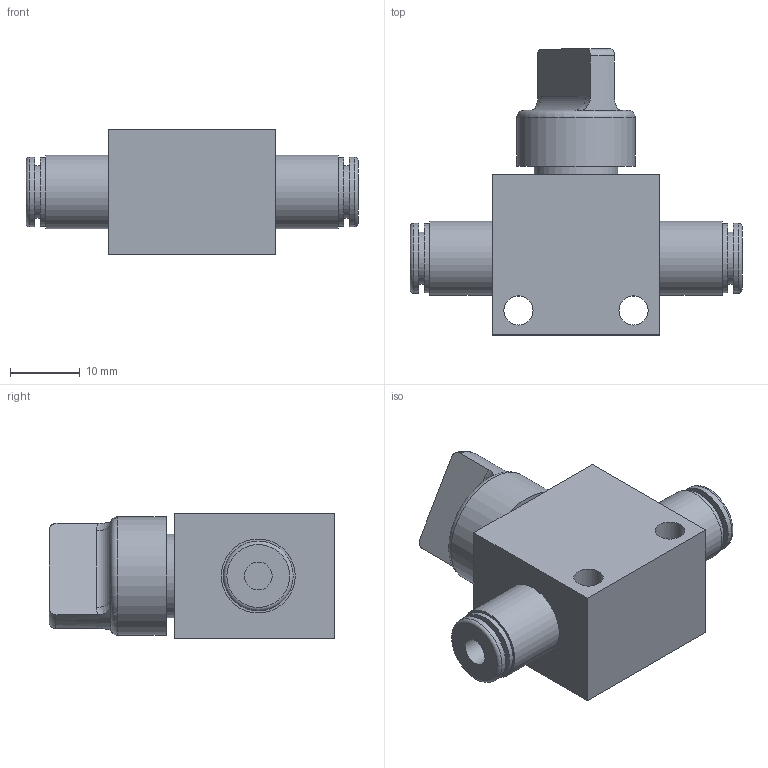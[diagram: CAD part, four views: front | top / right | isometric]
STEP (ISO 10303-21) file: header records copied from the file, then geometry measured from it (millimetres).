
FILE_DESCRIPTION(/* description */ (''),/* implementation_level */ '2;1');
FILE_NAME(/* name */ 'On-Off Switch.iam.step',/* time_stamp */ '2020-04-16T23:35:45-04:00',/* author */ ('Jordan'),/* organization */ (''),/* preprocessor_version */ 'ST-DEVELOPER v17',/* originating_system */ 'Autodesk Inventor 2019',/* authorisation */ '');
FILE_SCHEMA (('AUTOMOTIVE_DESIGN { 1 0 10303 214 3 1 1 }'));
Length unit declared in the file: millimetre
Products named in the file (4): On-Off Switch; Knob; Fitting; Body
Assembly tree (4 placements, depth 2):
  On-Off Switch
    Fitting  x2
    Knob
    Body
Bounding box: 47.6 x 41 x 18 mm (x, y, z)
Volume: 13514.6 mm3; surface area: 7608.9 mm2
Topology: 4 solids, 4 shells, 58 faces, 149 edges, 110 vertices
Faces by surface type: plane 27, cylinder 22, torus 5, bspline 4
Full cylindrical faces by diameter (mm): 4 x2, 4.2 x2, 7.5 x2, 9.9 x2, 10 x6, 10.6 x2, 12 x1, 17 x1
Entity records: 1840 total; most frequent: CARTESIAN_POINT 476, DIRECTION 277, ORIENTED_EDGE 242, EDGE_CURVE 121, AXIS2_PLACEMENT_3D 121, VERTEX_POINT 88, CIRCLE 68, EDGE_LOOP 61
